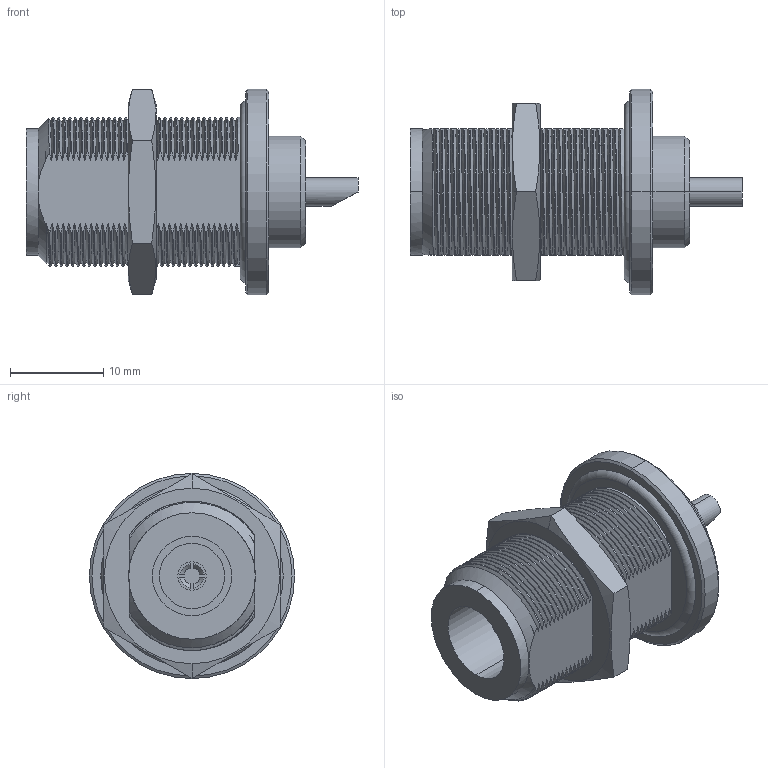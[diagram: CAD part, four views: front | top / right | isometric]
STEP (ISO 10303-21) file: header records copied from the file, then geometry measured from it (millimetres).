
FILE_DESCRIPTION((''),'2;1');
FILE_NAME('PRT0001','2021-08-14T',('1111'),(''),'PRO/ENGINEER BY PARAMETRIC TECHNOLOGY CORPORATION, 2012090','PRO/ENGINEER BY PARAMETRIC TECHNOLOGY CORPORATION, 2012090','');
FILE_SCHEMA(('CONFIG_CONTROL_DESIGN'));
Products named in the file (1): PRT0001
Bounding box: 35.6 x 22 x 22 mm (x, y, z)
Volume: 5489.6 mm3; surface area: 3384.2 mm2
Topology: 1 solids, 1 shells, 275 faces, 760 edges, 499 vertices
Faces by surface type: bspline 135, cylinder 82, plane 39, cone 17, torus 2
Entity records: 44156 total; most frequent: CARTESIAN_POINT 38388, ORIENTED_EDGE 1520, EDGE_CURVE 760, DIRECTION 636, VERTEX_POINT 499, B_SPLINE_CURVE_WITH_KNOTS 477, EDGE_LOOP 287, FACE_OUTER_BOUND 275
